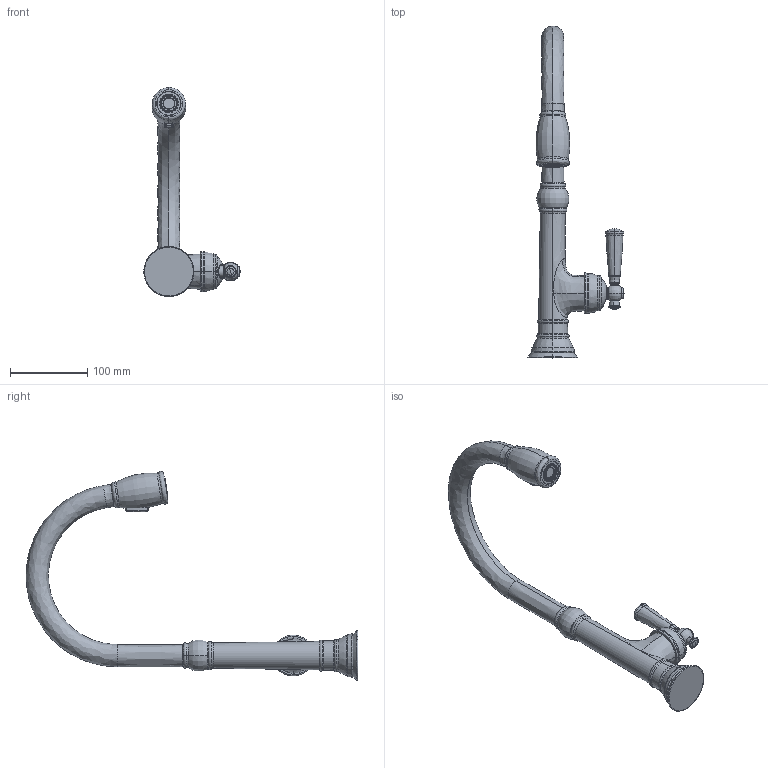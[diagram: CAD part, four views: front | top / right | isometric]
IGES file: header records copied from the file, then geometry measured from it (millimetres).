
Start section:  PTC IGES file: 2470-5103.igs
Global section: file name: 2470-5103.igs; native system: Creo Parametric by PTC Inc.; preprocessor: 2018400; author: jinson.thomas; organization: Unknown; date: 20210701.144005; units: inch
Bounding box: 124.68 x 430.09 x 271.12 mm (x, y, z)
Volume: 729177.2 mm3; surface area: 94897.2 mm2
Topology: 1 solids, 1 shells, 363 faces, 781 edges, 458 vertices
Faces by surface type: revolution 281, bspline 82
